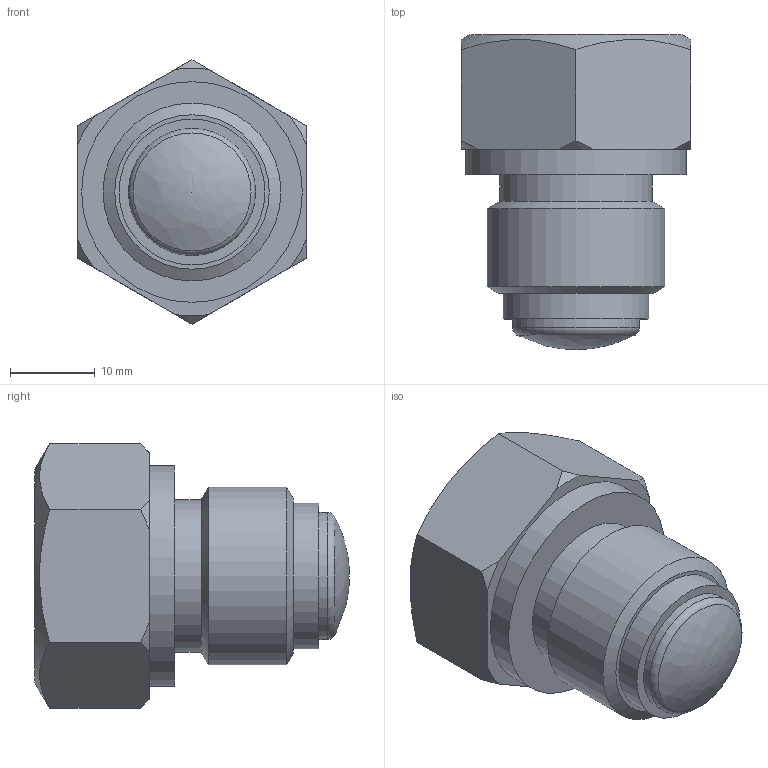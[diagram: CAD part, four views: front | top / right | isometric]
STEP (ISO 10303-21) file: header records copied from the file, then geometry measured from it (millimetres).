
FILE_DESCRIPTION(/* description */ ('Kolbndruckmitttler KD21'),/* implementation_level */ '2;1');
FILE_NAME(/* name */ '31420W.stp',/* time_stamp */ '2018-02-06T12:02:40+01:00',/* author */ ('acgl'),/* organization */ (''),/* preprocessor_version */ 'ST-DEVELOPER v15.6',/* originating_system */ 'Autodesk Inventor 2015',/* authorisation */ '');
FILE_SCHEMA (('AUTOMOTIVE_DESIGN { 1 0 10303 214 3 1 1 }'));
Length unit declared in the file: centimetre
Products named in the file (1): 31420W
Bounding box: 27 x 37.1 x 31.18 mm (x, y, z)
Volume: 15573.7 mm3; surface area: 3970.2 mm2
Topology: 1 solids, 1 shells, 31 faces, 68 edges, 44 vertices
Faces by surface type: plane 13, cone 9, cylinder 7, torus 1, bspline 1
Full cylindrical faces by diameter (mm): 5.5 x1, 10.1 x1, 14.98 x1, 17.2 x1, 18 x1, 20.955 x1, 26 x1
Entity records: 857 total; most frequent: CARTESIAN_POINT 194, DIRECTION 122, ORIENTED_EDGE 110, EDGE_CURVE 55, AXIS2_PLACEMENT_3D 55, EDGE_LOOP 48, VERTEX_POINT 43, STYLED_ITEM 32
